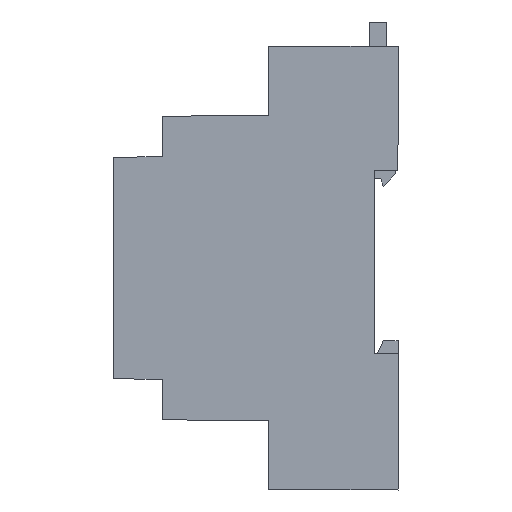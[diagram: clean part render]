
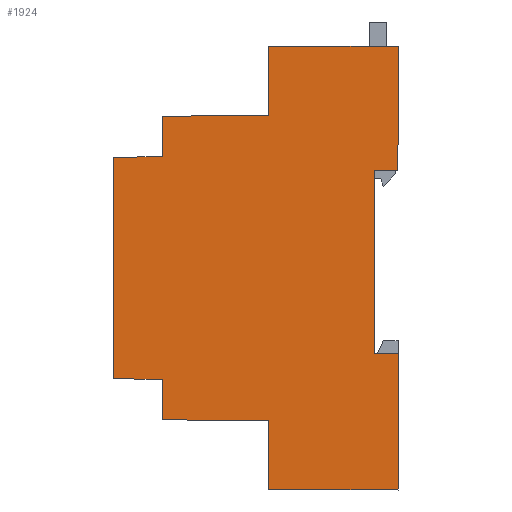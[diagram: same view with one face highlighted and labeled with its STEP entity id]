
A CAD part, left-side view. The second image highlights one B-rep face of the part: STEP entity #1924.
In plain terms, the highlighted planar face has unit normal (-1, 0, 0).
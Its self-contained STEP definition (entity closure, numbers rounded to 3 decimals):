
#9 = CARTESIAN_POINT ( 'NONE',  ( -18.1, 21.5, 31.049 ) ) ;
#14 = VERTEX_POINT ( 'NONE', #3335 ) ;
#34 = EDGE_CURVE ( 'Defeature ausgef�hrt1_22+Defeature ausgef�hrt1_35+Defeature ausgef�hrt1_37+Defeature ausgef�hrt1_23', #1435, #2588, #3466, .T. ) ;
#50 = CARTESIAN_POINT ( 'NONE',  ( -18.1, 21.5, -45. ) ) ;
#55 = DIRECTION ( 'NONE',  ( 0., 0., 1. ) ) ;
#72 = DIRECTION ( 'NONE',  ( 0., 1., 0.016 ) ) ;
#87 = CARTESIAN_POINT ( 'NONE',  ( -18.1, 43.2, 30.86 ) ) ;
#278 = CARTESIAN_POINT ( 'NONE',  ( -18.1, 53., -22.5 ) ) ;
#288 = CARTESIAN_POINT ( 'NONE',  ( -18.1, 21.5, -31.049 ) ) ;
#323 = CARTESIAN_POINT ( 'NONE',  ( -18.1, 0., -17.45 ) ) ;
#325 = CARTESIAN_POINT ( 'NONE',  ( -18.1, 43.2, 22.654 ) ) ;
#370 = VECTOR ( 'NONE', #1872, 1000. ) ;
#383 = EDGE_CURVE ( 'Defeature ausgef�hrt1_33+Defeature ausgef�hrt1_35+Defeature ausgef�hrt1_32+Defeature ausgef�hrt1_15', #1389, #2379, #3444, .T. ) ;
#413 = VECTOR ( 'NONE', #1698, 1000. ) ;
#473 = CARTESIAN_POINT ( 'NONE',  ( -18.1, -4.8, -45.138 ) ) ;
#476 = ORIENTED_EDGE ( 'NONE', *, *, #3442, .F. ) ;
#548 = VERTEX_POINT ( 'NONE', #3419 ) ;
#602 = DIRECTION ( 'NONE',  ( 0., -1., 0. ) ) ;
#614 = VECTOR ( 'NONE', #3261, 1000. ) ;
#701 = LINE ( 'NONE', #2782, #1285 ) ;
#708 = EDGE_CURVE ( 'Defeature ausgef�hrt1_32+Defeature ausgef�hrt1_35+Defeature ausgef�hrt1_31+Defeature ausgef�hrt1_33', #2294, #1389, #1772, .T. ) ;
#710 = LINE ( 'NONE', #323, #871 ) ;
#713 = ORIENTED_EDGE ( 'NONE', *, *, #3407, .F. ) ;
#716 = LINE ( 'NONE', #3292, #2388 ) ;
#741 = ORIENTED_EDGE ( 'NONE', *, *, #708, .F. ) ;
#844 = CARTESIAN_POINT ( 'NONE',  ( -18.1, 0., -17.45 ) ) ;
#859 = ORIENTED_EDGE ( 'NONE', *, *, #3285, .F. ) ;
#863 = PLANE ( 'NONE',  #1673 ) ;
#871 = VECTOR ( 'NONE', #602, 1000. ) ;
#889 = VECTOR ( 'NONE', #55, 1000. ) ;
#919 = LINE ( 'NONE', #1947, #2268 ) ;
#971 = DIRECTION ( 'NONE',  ( 0., 0., -1. ) ) ;
#1002 = CARTESIAN_POINT ( 'NONE',  ( -18.1, 43.2, 22.654 ) ) ;
#1029 = DIRECTION ( 'NONE',  ( 0., 1., 0.005 ) ) ;
#1069 = VERTEX_POINT ( 'NONE', #2924 ) ;
#1108 = CARTESIAN_POINT ( 'NONE',  ( -18.1, 0., 0. ) ) ;
#1149 = VERTEX_POINT ( 'NONE', #2349 ) ;
#1158 = VERTEX_POINT ( 'NONE', #2978 ) ;
#1225 = CARTESIAN_POINT ( 'NONE',  ( -18.1, -4.8, -14.75 ) ) ;
#1240 = EDGE_LOOP ( 'NONE', ( #1278, #3155, #1587, #2748, #713, #2142, #741, #2416, #2697, #1283, #859, #476, #2248, #2518, #2731, #3305 ) ) ;
#1272 = VERTEX_POINT ( 'NONE', #1339 ) ;
#1278 = ORIENTED_EDGE ( 'NONE', *, *, #34, .F. ) ;
#1283 = ORIENTED_EDGE ( 'NONE', *, *, #2006, .F. ) ;
#1285 = VECTOR ( 'NONE', #3302, 1000. ) ;
#1339 = CARTESIAN_POINT ( 'NONE',  ( -18.1, -4.8, -45.138 ) ) ;
#1369 = VERTEX_POINT ( 'NONE', #1978 ) ;
#1389 = VERTEX_POINT ( 'NONE', #2507 ) ;
#1390 = LINE ( 'NONE', #2519, #2311 ) ;
#1399 = DIRECTION ( 'NONE',  ( 0., 0., 1. ) ) ;
#1435 = VERTEX_POINT ( 'NONE', #3014 ) ;
#1473 = DIRECTION ( 'NONE',  ( 0., 0., 1. ) ) ;
#1517 = EDGE_CURVE ( 'Defeature ausgef�hrt1_16+Defeature ausgef�hrt1_35+Defeature ausgef�hrt1_7+Defeature ausgef�hrt1_37', #3309, #1369, #1390, .T. ) ;
#1541 = VECTOR ( 'NONE', #3059, 1000. ) ;
#1587 = ORIENTED_EDGE ( 'NONE', *, *, #1517, .F. ) ;
#1593 = VECTOR ( 'NONE', #1029, 1000. ) ;
#1622 = DIRECTION ( 'NONE',  ( 0., 0., 1. ) ) ;
#1636 = LINE ( 'NONE', #50, #1722 ) ;
#1651 = DIRECTION ( 'NONE',  ( -1., 0., 0. ) ) ;
#1662 = LINE ( 'NONE', #1701, #2868 ) ;
#1663 = CARTESIAN_POINT ( 'NONE',  ( -18.1, 43.2, -30.86 ) ) ;
#1673 = AXIS2_PLACEMENT_3D ( 'NONE', #1108, #1651, #1399 ) ;
#1677 = LINE ( 'NONE', #1745, #2758 ) ;
#1698 = DIRECTION ( 'NONE',  ( 0., 0., -1. ) ) ;
#1701 = CARTESIAN_POINT ( 'NONE',  ( -18.1, 21.5, 31.049 ) ) ;
#1722 = VECTOR ( 'NONE', #1622, 1000. ) ;
#1745 = CARTESIAN_POINT ( 'NONE',  ( -18.1, 21.5, 45. ) ) ;
#1772 = LINE ( 'NONE', #325, #889 ) ;
#1838 = LINE ( 'NONE', #278, #370 ) ;
#1872 = DIRECTION ( 'NONE',  ( 0., 0., 1. ) ) ;
#1875 = EDGE_CURVE ( 'Defeature ausgef�hrt1_9+Defeature ausgef�hrt1_35+Defeature ausgef�hrt1_10+Defeature ausgef�hrt1_27', #1149, #3090, #1636, .T. ) ;
#1924 = ADVANCED_FACE ( 'Defeature ausgef�hrt1_35', ( #2425 ), #863, .T. ) ;
#1927 = LINE ( 'NONE', #1663, #614 ) ;
#1947 = CARTESIAN_POINT ( 'NONE',  ( -18.1, 51.996, 19.875 ) ) ;
#1978 = CARTESIAN_POINT ( 'NONE',  ( -18.1, -4.768, 19.875 ) ) ;
#2006 = EDGE_CURVE ( 'Defeature ausgef�hrt1_29+Defeature ausgef�hrt1_35+Defeature ausgef�hrt1_28+Defeature ausgef�hrt1_30', #3349, #548, #716, .T. ) ;
#2142 = ORIENTED_EDGE ( 'NONE', *, *, #383, .F. ) ;
#2166 = EDGE_CURVE ( 'Defeature ausgef�hrt1_7+Defeature ausgef�hrt1_35+Defeature ausgef�hrt1_15+Defeature ausgef�hrt1_16', #1069, #3309, #1677, .T. ) ;
#2177 = EDGE_CURVE ( 'Defeature ausgef�hrt1_26+Defeature ausgef�hrt1_35+Defeature ausgef�hrt1_23+Defeature ausgef�hrt1_10', #2993, #1272, #3205, .T. ) ;
#2221 = DIRECTION ( 'NONE',  ( 0., -1., 0.009 ) ) ;
#2248 = ORIENTED_EDGE ( 'NONE', *, *, #1875, .F. ) ;
#2250 = CARTESIAN_POINT ( 'NONE',  ( -18.1, 21.5, -31.049 ) ) ;
#2262 = CARTESIAN_POINT ( 'NONE',  ( -18.1, 0., 18.197 ) ) ;
#2268 = VECTOR ( 'NONE', #3272, 1000. ) ;
#2288 = DIRECTION ( 'NONE',  ( 0., 0.001, -1. ) ) ;
#2294 = VERTEX_POINT ( 'NONE', #1002 ) ;
#2311 = VECTOR ( 'NONE', #2288, 1000. ) ;
#2339 = VECTOR ( 'NONE', #2221, 1000. ) ;
#2349 = CARTESIAN_POINT ( 'NONE',  ( -18.1, 21.5, -45. ) ) ;
#2379 = VERTEX_POINT ( 'NONE', #9 ) ;
#2388 = VECTOR ( 'NONE', #72, 1000. ) ;
#2416 = ORIENTED_EDGE ( 'NONE', *, *, #3401, .F. ) ;
#2425 = FACE_OUTER_BOUND ( 'NONE', #1240, .T. ) ;
#2507 = CARTESIAN_POINT ( 'NONE',  ( -18.1, 43.2, 30.86 ) ) ;
#2508 = VECTOR ( 'NONE', #971, 1000. ) ;
#2509 = EDGE_CURVE ( 'Defeature ausgef�hrt1_23+Defeature ausgef�hrt1_35+Defeature ausgef�hrt1_22+Defeature ausgef�hrt1_26', #2588, #2993, #710, .T. ) ;
#2518 = ORIENTED_EDGE ( 'NONE', *, *, #2979, .F. ) ;
#2519 = CARTESIAN_POINT ( 'NONE',  ( -18.1, -4.8, 45.138 ) ) ;
#2534 = EDGE_CURVE ( 'Defeature ausgef�hrt1_35+Defeature ausgef�hrt1_37+Defeature ausgef�hrt1_22+Defeature ausgef�hrt1_16', #1435, #1369, #919, .T. ) ;
#2588 = VERTEX_POINT ( 'NONE', #844 ) ;
#2697 = ORIENTED_EDGE ( 'NONE', *, *, #3147, .F. ) ;
#2731 = ORIENTED_EDGE ( 'NONE', *, *, #2177, .F. ) ;
#2748 = ORIENTED_EDGE ( 'NONE', *, *, #2166, .F. ) ;
#2758 = VECTOR ( 'NONE', #2826, 1000. ) ;
#2782 = CARTESIAN_POINT ( 'NONE',  ( -18.1, 53., 22.5 ) ) ;
#2804 = CARTESIAN_POINT ( 'NONE',  ( -18.1, 43.2, -22.654 ) ) ;
#2826 = DIRECTION ( 'NONE',  ( 0., -1., 0.005 ) ) ;
#2868 = VECTOR ( 'NONE', #1473, 1000. ) ;
#2924 = CARTESIAN_POINT ( 'NONE',  ( -18.1, 21.5, 45. ) ) ;
#2943 = LINE ( 'NONE', #2250, #1541 ) ;
#2959 = CARTESIAN_POINT ( 'NONE',  ( -18.1, -4.8, 45.138 ) ) ;
#2978 = CARTESIAN_POINT ( 'NONE',  ( -18.1, 43.2, -30.86 ) ) ;
#2979 = EDGE_CURVE ( 'Defeature ausgef�hrt1_10+Defeature ausgef�hrt1_35+Defeature ausgef�hrt1_26+Defeature ausgef�hrt1_9', #1272, #1149, #3196, .T. ) ;
#2993 = VERTEX_POINT ( 'NONE', #3145 ) ;
#3014 = CARTESIAN_POINT ( 'NONE',  ( -18.1, 0., 19.875 ) ) ;
#3059 = DIRECTION ( 'NONE',  ( 0., 1., 0.009 ) ) ;
#3090 = VERTEX_POINT ( 'NONE', #288 ) ;
#3145 = CARTESIAN_POINT ( 'NONE',  ( -18.1, -4.8, -17.45 ) ) ;
#3147 = EDGE_CURVE ( 'Defeature ausgef�hrt1_30+Defeature ausgef�hrt1_35+Defeature ausgef�hrt1_29+Defeature ausgef�hrt1_31', #548, #14, #1838, .T. ) ;
#3155 = ORIENTED_EDGE ( 'NONE', *, *, #2534, .T. ) ;
#3196 = LINE ( 'NONE', #473, #1593 ) ;
#3205 = LINE ( 'NONE', #1225, #2508 ) ;
#3261 = DIRECTION ( 'NONE',  ( 0., 0., 1. ) ) ;
#3272 = DIRECTION ( 'NONE',  ( 0., -1., 0. ) ) ;
#3285 = EDGE_CURVE ( 'Defeature ausgef�hrt1_28+Defeature ausgef�hrt1_35+Defeature ausgef�hrt1_27+Defeature ausgef�hrt1_29', #1158, #3349, #1927, .T. ) ;
#3292 = CARTESIAN_POINT ( 'NONE',  ( -18.1, 43.2, -22.654 ) ) ;
#3302 = DIRECTION ( 'NONE',  ( 0., -1., 0.016 ) ) ;
#3305 = ORIENTED_EDGE ( 'NONE', *, *, #2509, .F. ) ;
#3309 = VERTEX_POINT ( 'NONE', #2959 ) ;
#3335 = CARTESIAN_POINT ( 'NONE',  ( -18.1, 53., 22.5 ) ) ;
#3349 = VERTEX_POINT ( 'NONE', #2804 ) ;
#3401 = EDGE_CURVE ( 'Defeature ausgef�hrt1_31+Defeature ausgef�hrt1_35+Defeature ausgef�hrt1_30+Defeature ausgef�hrt1_32', #14, #2294, #701, .T. ) ;
#3407 = EDGE_CURVE ( 'Defeature ausgef�hrt1_15+Defeature ausgef�hrt1_35+Defeature ausgef�hrt1_33+Defeature ausgef�hrt1_7', #2379, #1069, #1662, .T. ) ;
#3419 = CARTESIAN_POINT ( 'NONE',  ( -18.1, 53., -22.5 ) ) ;
#3442 = EDGE_CURVE ( 'Defeature ausgef�hrt1_27+Defeature ausgef�hrt1_35+Defeature ausgef�hrt1_9+Defeature ausgef�hrt1_28', #3090, #1158, #2943, .T. ) ;
#3444 = LINE ( 'NONE', #87, #2339 ) ;
#3466 = LINE ( 'NONE', #2262, #413 ) ;
